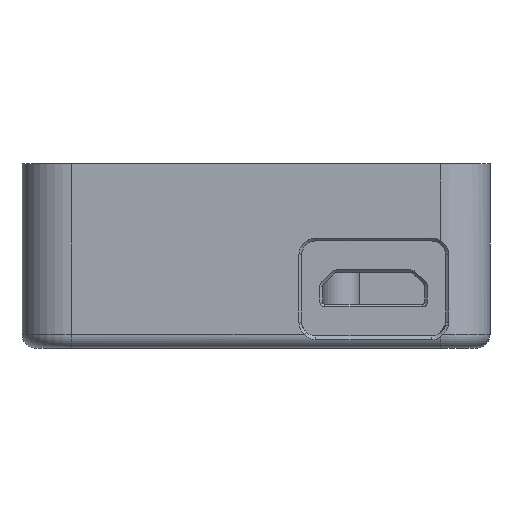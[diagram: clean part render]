
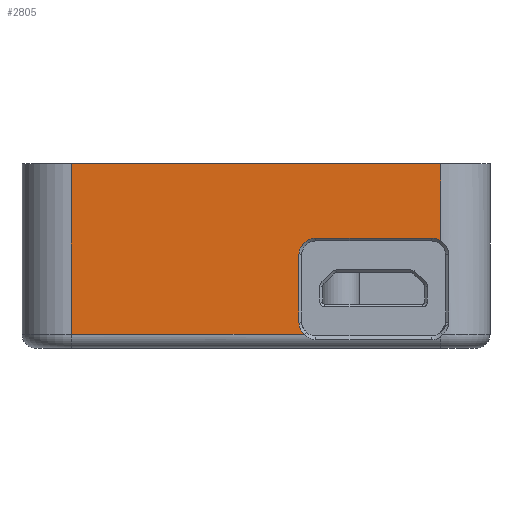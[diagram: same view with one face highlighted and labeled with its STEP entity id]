
A CAD part, front view. The second image highlights one B-rep face of the part: STEP entity #2805.
In plain terms, the highlighted planar face has unit normal (0, -1, 0).
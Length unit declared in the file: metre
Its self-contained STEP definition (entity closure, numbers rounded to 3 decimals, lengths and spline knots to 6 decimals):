
#192=CIRCLE('',#3049,0.0012);
#193=CIRCLE('',#3050,0.0012);
#194=CIRCLE('',#3051,0.0012);
#470=ORIENTED_EDGE('',*,*,#1247,.T.);
#471=ORIENTED_EDGE('',*,*,#1248,.T.);
#472=ORIENTED_EDGE('',*,*,#1249,.T.);
#473=ORIENTED_EDGE('',*,*,#1250,.T.);
#474=ORIENTED_EDGE('',*,*,#1251,.T.);
#475=ORIENTED_EDGE('',*,*,#1252,.T.);
#476=ORIENTED_EDGE('',*,*,#1159,.T.);
#477=ORIENTED_EDGE('',*,*,#1253,.F.);
#478=ORIENTED_EDGE('',*,*,#1254,.T.);
#1159=EDGE_CURVE('',#1561,#1560,#1811,.F.);
#1247=EDGE_CURVE('',#1633,#1634,#1868,.T.);
#1248=EDGE_CURVE('',#1634,#1635,#192,.T.);
#1249=EDGE_CURVE('',#1635,#1636,#1869,.T.);
#1250=EDGE_CURVE('',#1636,#1637,#193,.T.);
#1251=EDGE_CURVE('',#1637,#1638,#1870,.T.);
#1252=EDGE_CURVE('',#1638,#1561,#194,.T.);
#1253=EDGE_CURVE('',#1639,#1560,#1871,.T.);
#1254=EDGE_CURVE('',#1639,#1633,#1872,.T.);
#1560=VERTEX_POINT('',#4315);
#1561=VERTEX_POINT('',#4317);
#1633=VERTEX_POINT('',#4498);
#1634=VERTEX_POINT('',#4499);
#1635=VERTEX_POINT('',#4501);
#1636=VERTEX_POINT('',#4503);
#1637=VERTEX_POINT('',#4505);
#1638=VERTEX_POINT('',#4507);
#1639=VERTEX_POINT('',#4510);
#1811=LINE('',#4316,#2025);
#1868=LINE('',#4497,#2082);
#1869=LINE('',#4502,#2083);
#1870=LINE('',#4506,#2084);
#1871=LINE('',#4509,#2085);
#1872=LINE('',#4511,#2086);
#2025=VECTOR('',#3394,1.);
#2082=VECTOR('',#3547,1.);
#2083=VECTOR('',#3550,1.);
#2084=VECTOR('',#3553,1.);
#2085=VECTOR('',#3556,1.);
#2086=VECTOR('',#3557,1.);
#2251=EDGE_LOOP('',(#470,#471,#472,#473,#474,#475,#476,#477,#478));
#2498=FACE_BOUND('',#2251,.T.);
#2727=PLANE('',#3048);
#2805=ADVANCED_FACE('',(#2498),#2727,.F.);
#3048=AXIS2_PLACEMENT_3D('',#4496,#3545,#3546);
#3049=AXIS2_PLACEMENT_3D('',#4500,#3548,#3549);
#3050=AXIS2_PLACEMENT_3D('',#4504,#3551,#3552);
#3051=AXIS2_PLACEMENT_3D('',#4508,#3554,#3555);
#3394=DIRECTION('',(0.,0.,-1.));
#3545=DIRECTION('',(0.,1.,0.));
#3546=DIRECTION('',(0.,0.,1.));
#3547=DIRECTION('',(1.,0.,0.));
#3548=DIRECTION('',(0.,1.,0.));
#3549=DIRECTION('',(0.,0.,1.));
#3550=DIRECTION('',(0.,0.,1.));
#3551=DIRECTION('',(0.,1.,0.));
#3552=DIRECTION('',(0.,0.,1.));
#3553=DIRECTION('',(1.,0.,0.));
#3554=DIRECTION('',(0.,1.,0.));
#3555=DIRECTION('',(0.,0.,1.));
#3556=DIRECTION('',(1.,0.,0.));
#3557=DIRECTION('',(0.,0.,-1.));
#4315=CARTESIAN_POINT('',(0.006122,0.020263,0.0132));
#4316=CARTESIAN_POINT('',(0.006122,0.020263,0.0125));
#4317=CARTESIAN_POINT('',(0.006122,0.020263,0.007692));
#4496=CARTESIAN_POINT('',(-0.00709,0.020263,0.002));
#4497=CARTESIAN_POINT('',(-0.00709,0.020263,0.001));
#4498=CARTESIAN_POINT('',(-0.020302,0.020263,0.001));
#4499=CARTESIAN_POINT('',(-0.003636,0.020263,0.001));
#4500=CARTESIAN_POINT('',(-0.002815,0.020263,0.001875));
#4501=CARTESIAN_POINT('',(-0.004015,0.020263,0.001875));
#4502=CARTESIAN_POINT('',(-0.004015,0.020263,0.002));
#4503=CARTESIAN_POINT('',(-0.004015,0.020263,0.006675));
#4504=CARTESIAN_POINT('',(-0.002815,0.020263,0.006675));
#4505=CARTESIAN_POINT('',(-0.002815,0.020263,0.007875));
#4506=CARTESIAN_POINT('',(0.005485,0.020263,0.007875));
#4507=CARTESIAN_POINT('',(0.005485,0.020263,0.007875));
#4508=CARTESIAN_POINT('',(0.005485,0.020263,0.006675));
#4509=CARTESIAN_POINT('',(-0.00709,0.020263,0.0132));
#4510=CARTESIAN_POINT('',(-0.020302,0.020263,0.0132));
#4511=CARTESIAN_POINT('',(-0.020302,0.020263,0.002));
